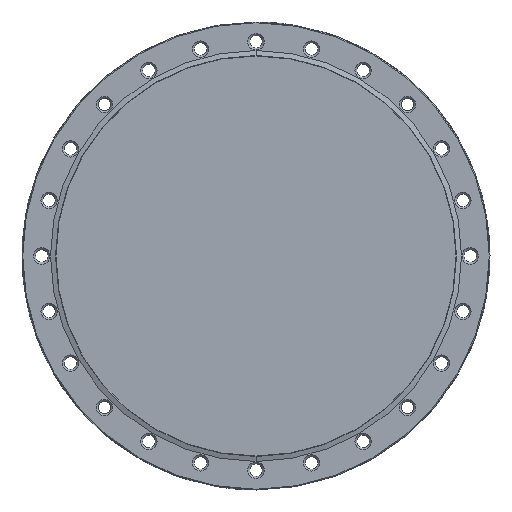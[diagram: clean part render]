
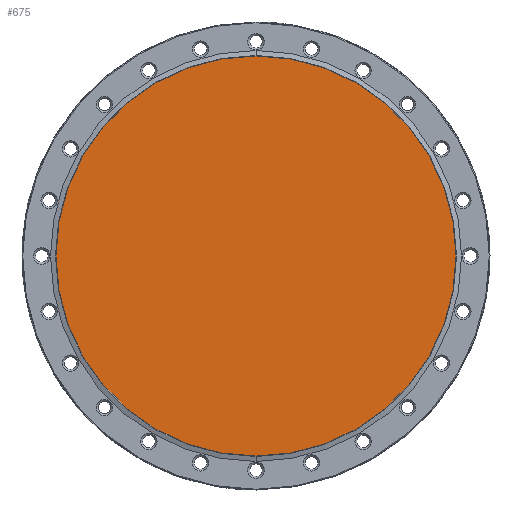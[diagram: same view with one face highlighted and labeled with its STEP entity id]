
A CAD part, front view. The second image highlights one B-rep face of the part: STEP entity #675.
In plain terms, the highlighted planar face has unit normal (0, -1, 0).
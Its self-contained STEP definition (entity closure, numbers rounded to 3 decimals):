
#675 = ADVANCED_FACE ( 'NONE', ( #2149 ), #2070, .F. ) ;
#1121 = DIRECTION ( 'NONE',  ( 0., -1., 0. ) ) ;
#1226 = AXIS2_PLACEMENT_3D ( 'NONE', #3784, #1121, #4241 ) ;
#1458 = EDGE_LOOP ( 'NONE', ( #3029, #2765 ) ) ;
#1757 = CARTESIAN_POINT ( 'NONE',  ( 0., 1.2, -108.232 ) ) ;
#1787 = AXIS2_PLACEMENT_3D ( 'NONE', #2491, #5538, #2921 ) ;
#1947 = DIRECTION ( 'NONE',  ( 0., 0., 1. ) ) ;
#1985 = DIRECTION ( 'NONE',  ( 0., 1., 0. ) ) ;
#2019 = CARTESIAN_POINT ( 'NONE',  ( -108.232, 1.2, 0. ) ) ;
#2070 = PLANE ( 'NONE',  #2977 ) ;
#2149 = FACE_OUTER_BOUND ( 'NONE', #1458, .T. ) ;
#2364 = VERTEX_POINT ( 'NONE', #5597 ) ;
#2491 = CARTESIAN_POINT ( 'NONE',  ( 0., 1.2, 0. ) ) ;
#2765 = ORIENTED_EDGE ( 'NONE', *, *, #3711, .T. ) ;
#2921 = DIRECTION ( 'NONE',  ( 0., 0., -1. ) ) ;
#2977 = AXIS2_PLACEMENT_3D ( 'NONE', #2019, #1985, #1947 ) ;
#3029 = ORIENTED_EDGE ( 'NONE', *, *, #4496, .T. ) ;
#3711 = EDGE_CURVE ( 'NONE', #2364, #5093, #5439, .T. ) ;
#3784 = CARTESIAN_POINT ( 'NONE',  ( 0., 1.2, 0. ) ) ;
#4241 = DIRECTION ( 'NONE',  ( 0., 0., -1. ) ) ;
#4496 = EDGE_CURVE ( 'NONE', #5093, #2364, #4808, .T. ) ;
#4808 = CIRCLE ( 'NONE', #1226, 108.232 ) ;
#5093 = VERTEX_POINT ( 'NONE', #1757 ) ;
#5439 = CIRCLE ( 'NONE', #1787, 108.232 ) ;
#5538 = DIRECTION ( 'NONE',  ( 0., -1., 0. ) ) ;
#5597 = CARTESIAN_POINT ( 'NONE',  ( 0., 1.2, 108.232 ) ) ;
